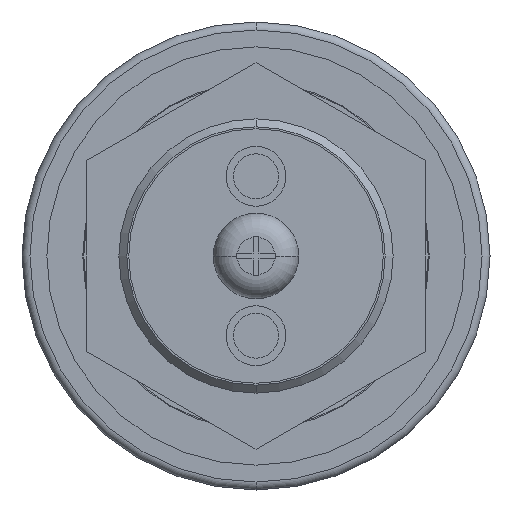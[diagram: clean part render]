
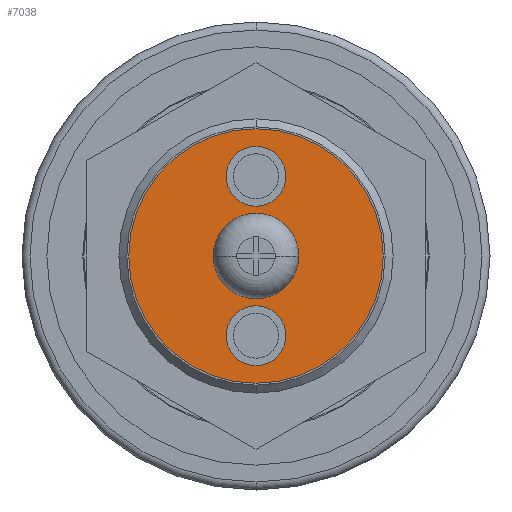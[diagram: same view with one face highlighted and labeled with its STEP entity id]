
A CAD part, front view. The second image highlights one B-rep face of the part: STEP entity #7038.
In plain terms, the highlighted planar face has unit normal (0, -1, 0).
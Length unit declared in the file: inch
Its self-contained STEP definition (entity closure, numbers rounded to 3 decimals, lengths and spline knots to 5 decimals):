
#440 = CARTESIAN_POINT ( 'NONE',  ( 0., 0., 0. ) ) ;
#450 = PLANE ( 'NONE',  #2208 ) ;
#463 = DIRECTION ( 'NONE',  ( 0., -1., 0. ) ) ;
#464 = DIRECTION ( 'NONE',  ( 0., 0., -1. ) ) ;
#1037 = CIRCLE ( 'NONE', #2727, 0.25157 ) ;
#1204 = CIRCLE ( 'NONE', #2728, 0.25157 ) ;
#2208 = AXIS2_PLACEMENT_3D ( 'NONE', #440, #463, #464 ) ;
#2292 = CARTESIAN_POINT ( 'NONE',  ( 0., 0., -0.25157 ) ) ;
#2316 = CARTESIAN_POINT ( 'NONE',  ( 0., 0., 0.25157 ) ) ;
#2727 = AXIS2_PLACEMENT_3D ( 'NONE', #5493, #5492, #5489 ) ;
#2728 = AXIS2_PLACEMENT_3D ( 'NONE', #5476, #5495, #5494 ) ;
#2831 = ORIENTED_EDGE ( 'NONE', *, *, #4057, .T. ) ;
#2834 = ORIENTED_EDGE ( 'NONE', *, *, #4058, .T. ) ;
#3167 = EDGE_LOOP ( 'NONE', ( #2831, #2834 ) ) ;
#4057 = EDGE_CURVE ( 'NONE', #5328, #5295, #1204, .T. ) ;
#4058 = EDGE_CURVE ( 'NONE', #5295, #5328, #1037, .T. ) ;
#4634 = FACE_OUTER_BOUND ( 'NONE', #3167, .T. ) ;
#5295 = VERTEX_POINT ( 'NONE', #2316 ) ;
#5328 = VERTEX_POINT ( 'NONE', #2292 ) ;
#5476 = CARTESIAN_POINT ( 'NONE',  ( 0., 0., 0. ) ) ;
#5489 = DIRECTION ( 'NONE',  ( 0., 0., -1. ) ) ;
#5492 = DIRECTION ( 'NONE',  ( 0., -1., 0. ) ) ;
#5493 = CARTESIAN_POINT ( 'NONE',  ( 0., 0., 0. ) ) ;
#5494 = DIRECTION ( 'NONE',  ( 0., 0., -1. ) ) ;
#5495 = DIRECTION ( 'NONE',  ( 0., -1., 0. ) ) ;
#7038 = ADVANCED_FACE ( 'NONE', ( #4634 ), #450, .T. ) ;
